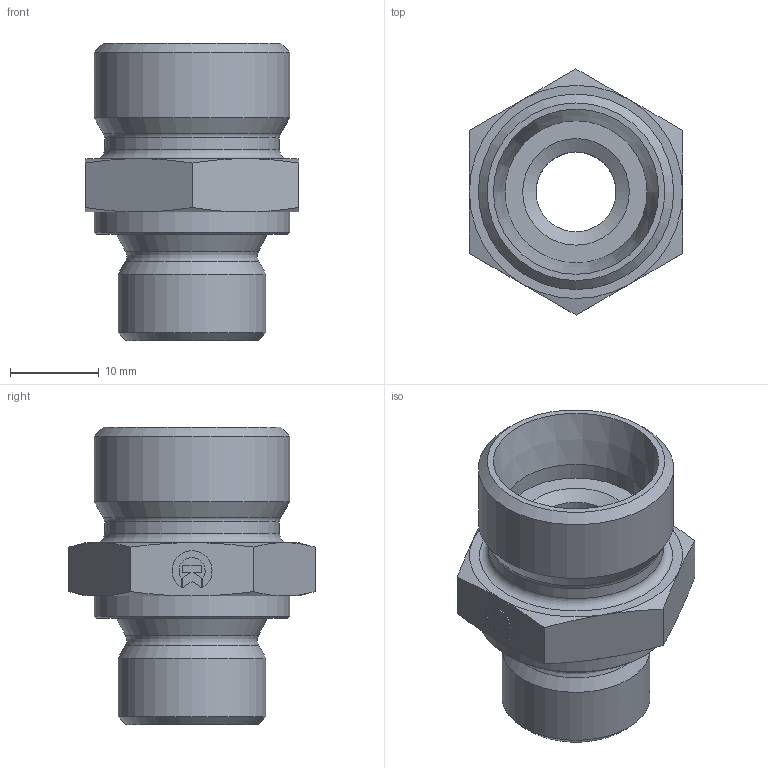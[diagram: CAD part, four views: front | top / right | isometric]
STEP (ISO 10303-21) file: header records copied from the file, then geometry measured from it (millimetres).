
FILE_DESCRIPTION((''),'2;1');
FILE_NAME('034163822.stp','2014-08-08T10:35:15',(''),('KNOMI spol. s r. o.'),'Autodesk Inventor 2012','Autodesk Inventor 2012','');
FILE_SCHEMA(('AUTOMOTIVE_DESIGN { 1 2 10303 214 0 1 1 1 }'));
Length unit declared in the file: millimetre
Products named in the file (1): PHAR2 G3/8"/M22x1.5 tr
Bounding box: 24.01 x 27.71 x 33.5 mm (x, y, z)
Volume: 7590.9 mm3; surface area: 4076.8 mm2
Topology: 1 solids, 1 shells, 76 faces, 180 edges, 114 vertices
Faces by surface type: plane 42, cone 21, cylinder 10, torus 3
Full cylindrical faces by diameter (mm): 9 x1, 16 x1, 16.662 x1, 19.7 x1, 22 x2
Entity records: 2034 total; most frequent: CARTESIAN_POINT 391, DIRECTION 330, ORIENTED_EDGE 314, EDGE_CURVE 157, AXIS2_PLACEMENT_3D 120, VERTEX_POINT 109, EDGE_LOOP 104, VECTOR 90
